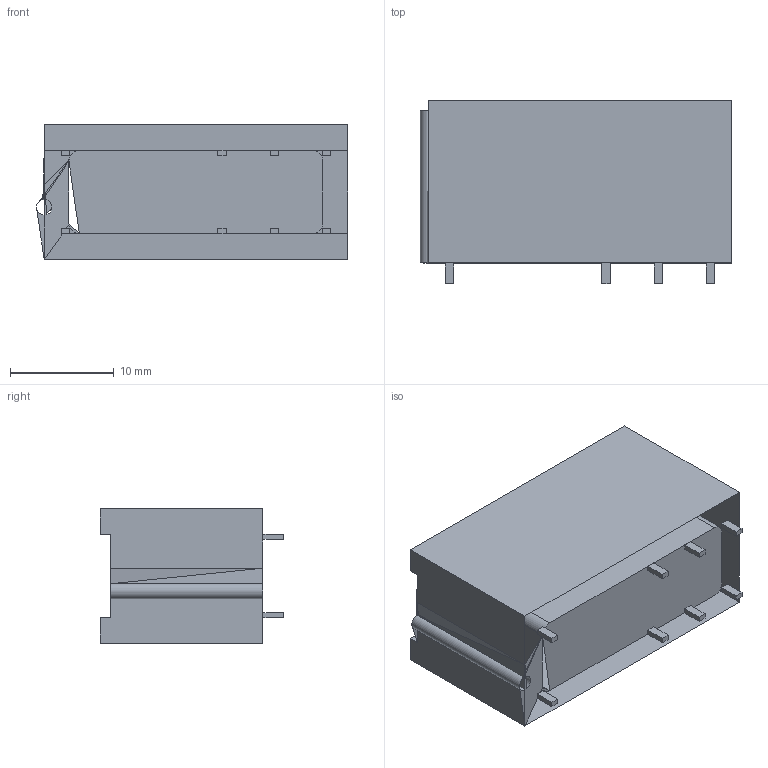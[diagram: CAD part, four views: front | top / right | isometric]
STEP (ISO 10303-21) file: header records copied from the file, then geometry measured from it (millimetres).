
FILE_DESCRIPTION (( 'STEP AP214' ), '1' );
FILE_NAME ( 'HF1115FK.step', '2020-01-07T16:39:35', ( '' ), ( '' ), 'Part was generated with the free Library Expert Lite available at www.PCBLibraries.com. Removing line will violate the End User License Agreement.', '©2017 PCB Libraries, Inc.', '' );
FILE_SCHEMA (( 'AUTOMOTIVE_DESIGN' ));
Length unit declared in the file: millimetre
Products named in the file (1): HF1115FK
Bounding box: 30.05 x 17.7 x 13 mm (x, y, z)
Volume: 3948 mm3; surface area: 3155.2 mm2
Topology: 9 solids, 9 shells, 67 faces, 154 edges, 102 vertices
Faces by surface type: plane 62, cylinder 5
Full cylindrical faces by diameter (mm): 1.5 x1
Entity records: 2135 total; most frequent: CARTESIAN_POINT 318, ORIENTED_EDGE 300, DIRECTION 296, EDGE_CURVE 150, VECTOR 140, LINE 140, VERTEX_POINT 100, AXIS2_PLACEMENT_3D 78
